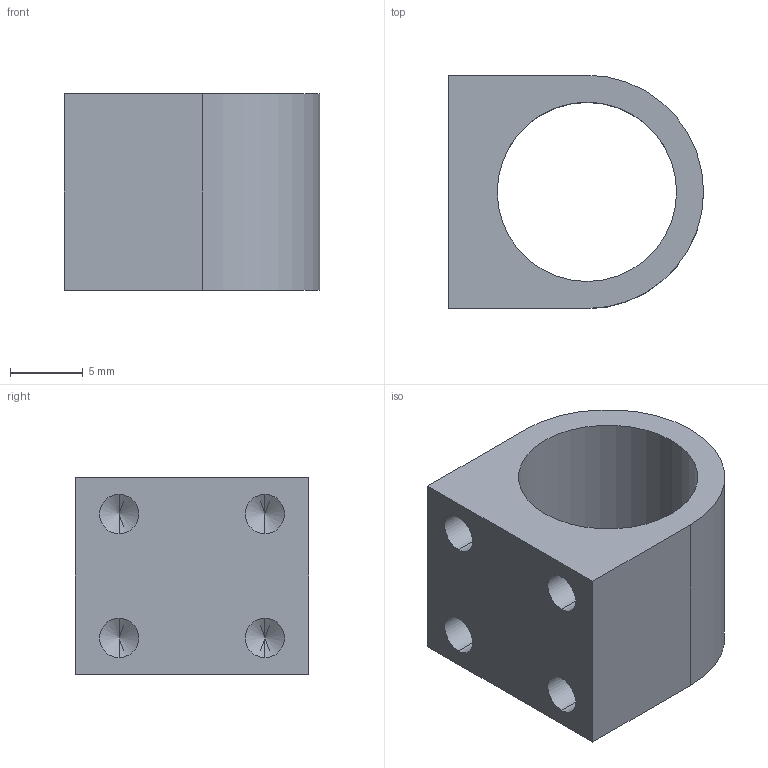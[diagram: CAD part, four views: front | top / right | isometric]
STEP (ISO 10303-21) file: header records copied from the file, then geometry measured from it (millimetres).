
FILE_DESCRIPTION (( 'STEP AP214' ), '1' );
FILE_NAME ('bearing-holder.STEP', '2011-05-03T17:16:13', ( 'Owner' ), ( '22ndstreetcomputers.com' ), 'SwSTEP 2.0', 'SolidWorks 2010', '' );
FILE_SCHEMA (( 'AUTOMOTIVE_DESIGN' ));
Length unit declared in the file: millimetre
Products named in the file (1): bearing-holder
Bounding box: 17.5 x 16 x 13.5 mm (x, y, z)
Volume: 1707.3 mm3; surface area: 1740.4 mm2
Topology: 1 solids, 1 shells, 24 faces, 58 edges, 32 vertices
Faces by surface type: cylinder 11, cone 8, plane 5
Entity records: 682 total; most frequent: DIRECTION 122, CARTESIAN_POINT 107, ORIENTED_EDGE 100, EDGE_CURVE 50, AXIS2_PLACEMENT_3D 47, VERTEX_POINT 32, EDGE_LOOP 30, VECTOR 28
